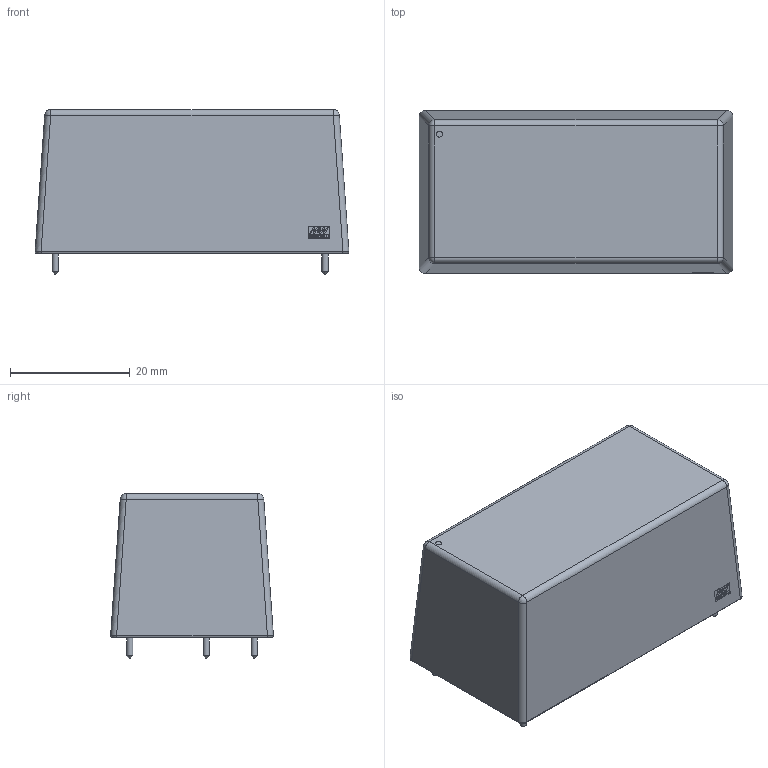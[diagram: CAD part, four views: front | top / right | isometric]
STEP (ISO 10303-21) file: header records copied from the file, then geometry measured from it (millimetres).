
FILE_DESCRIPTION(/* description */ (''),/* implementation_level */ '2;1');
FILE_NAME(/* name */ 'Mean Well AC-DC CONVERTER.stp',/* time_stamp */ '2020-09-08T22:23:14-04:00',/* author */ ('Julio Mora'),/* organization */ (''),/* preprocessor_version */ 'ST-DEVELOPER v18.1',/* originating_system */ 'Autodesk Inventor 2021',/* authorisation */ '');
FILE_SCHEMA (('AUTOMOTIVE_DESIGN { 1 0 10303 214 3 1 1 }'));
Length unit declared in the file: inch
Products named in the file (7): Mean Well AC-DC CONVERTER; Body; Leads; Mean Well logo; Mean Well txt; Frame; Sillkscreen dot
Assembly tree (6 placements, depth 2):
  Mean Well AC-DC CONVERTER
    Body
    Leads
    Mean Well logo
    Mean Well txt
    Frame
    Sillkscreen dot
Bounding box: 52.36 x 27.16 x 27.5 mm (x, y, z)
Volume: 30920.9 mm3; surface area: 6230.3 mm2
Topology: 19 solids, 19 shells, 396 faces, 1056 edges, 700 vertices
Faces by surface type: plane 294, cylinder 90, bspline 4, sphere 4, cone 4
Full cylindrical faces by diameter (mm): 1 x2, 1.04 x4
Entity records: 13027 total; most frequent: CARTESIAN_POINT 2261, ORIENTED_EDGE 2112, DIRECTION 2066, EDGE_CURVE 1056, LINE 856, VECTOR 856, VERTEX_POINT 700, AXIS2_PLACEMENT_3D 605
